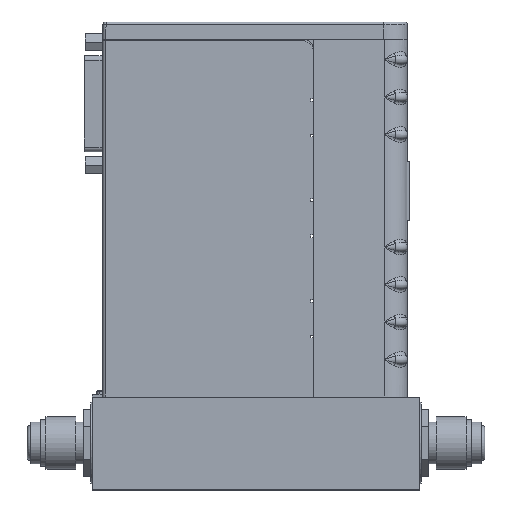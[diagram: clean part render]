
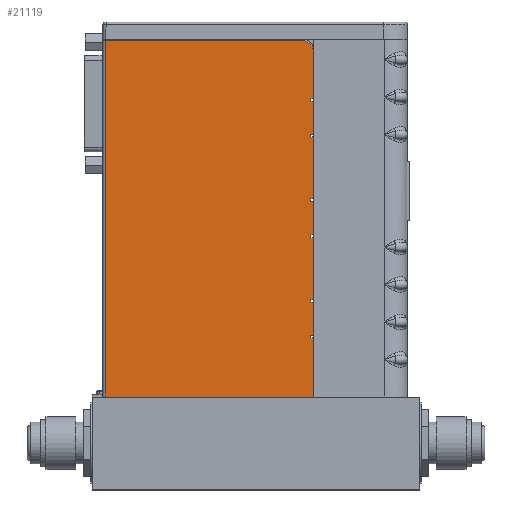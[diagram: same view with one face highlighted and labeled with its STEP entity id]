
A CAD part, top view. The second image highlights one B-rep face of the part: STEP entity #21119.
In plain terms, the highlighted planar face has unit normal (0, 0, 1).
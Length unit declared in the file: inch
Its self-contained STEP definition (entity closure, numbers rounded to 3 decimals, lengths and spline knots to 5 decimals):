
#18393=DIRECTION('',(-1.,0.,0.));
#18394=VECTOR('',#18393,2.091);
#18395=CARTESIAN_POINT('',(2.125,3.8,0.5625));
#18396=LINE('',#18395,#18394);
#18435=DIRECTION('',(1.,0.,0.));
#18436=VECTOR('',#18435,0.03);
#18437=CARTESIAN_POINT('',(2.22,3.185,0.5625));
#18438=LINE('',#18437,#18436);
#18443=DIRECTION('',(1.,0.,0.));
#18444=VECTOR('',#18443,0.03);
#18445=CARTESIAN_POINT('',(2.22,0.63,0.5625));
#18446=LINE('',#18445,#18444);
#18447=DIRECTION('',(0.,-1.,0.));
#18448=VECTOR('',#18447,0.63);
#18449=CARTESIAN_POINT('',(2.25,0.63,0.5625));
#18450=LINE('',#18449,#18448);
#18451=DIRECTION('',(-1.,0.,0.));
#18452=VECTOR('',#18451,2.216);
#18453=CARTESIAN_POINT('',(2.25,0.,0.5625));
#18454=LINE('',#18453,#18452);
#18455=CARTESIAN_POINT('',(2.125,3.675,0.5625));
#18456=DIRECTION('',(0.,0.,-1.));
#18457=DIRECTION('',(0.,1.,0.));
#18458=AXIS2_PLACEMENT_3D('',#18455,#18456,#18457);
#18460=DIRECTION('',(0.,-1.,0.));
#18461=VECTOR('',#18460,0.49);
#18462=CARTESIAN_POINT('',(2.25,3.675,0.5625));
#18463=LINE('',#18462,#18461);
#18464=DIRECTION('',(1.,0.,0.));
#18465=VECTOR('',#18464,0.03);
#18466=CARTESIAN_POINT('',(2.22,3.155,0.5625));
#18467=LINE('',#18466,#18465);
#18468=DIRECTION('',(0.,-1.,0.));
#18469=VECTOR('',#18468,0.35);
#18470=CARTESIAN_POINT('',(2.25,3.155,0.5625));
#18471=LINE('',#18470,#18469);
#18472=DIRECTION('',(1.,0.,0.));
#18473=VECTOR('',#18472,0.03);
#18474=CARTESIAN_POINT('',(2.22,2.775,0.5625));
#18475=LINE('',#18474,#18473);
#18476=DIRECTION('',(0.,-1.,0.));
#18477=VECTOR('',#18476,0.66);
#18478=CARTESIAN_POINT('',(2.25,2.775,0.5625));
#18479=LINE('',#18478,#18477);
#18480=DIRECTION('',(1.,0.,0.));
#18481=VECTOR('',#18480,0.03);
#18482=CARTESIAN_POINT('',(2.22,2.085,0.5625));
#18483=LINE('',#18482,#18481);
#18484=DIRECTION('',(0.,-1.,0.));
#18485=VECTOR('',#18484,0.355);
#18486=CARTESIAN_POINT('',(2.25,2.085,0.5625));
#18487=LINE('',#18486,#18485);
#18488=DIRECTION('',(1.,0.,0.));
#18489=VECTOR('',#18488,0.03);
#18490=CARTESIAN_POINT('',(2.22,1.7,0.5625));
#18491=LINE('',#18490,#18489);
#18492=DIRECTION('',(0.,-1.,0.));
#18493=VECTOR('',#18492,0.66);
#18494=CARTESIAN_POINT('',(2.25,1.7,0.5625));
#18495=LINE('',#18494,#18493);
#18496=DIRECTION('',(1.,0.,0.));
#18497=VECTOR('',#18496,0.03);
#18498=CARTESIAN_POINT('',(2.22,1.01,0.5625));
#18499=LINE('',#18498,#18497);
#18500=DIRECTION('',(0.,-1.,0.));
#18501=VECTOR('',#18500,0.35);
#18502=CARTESIAN_POINT('',(2.25,1.01,0.5625));
#18503=LINE('',#18502,#18501);
#18504=DIRECTION('',(0.,1.,0.));
#18505=VECTOR('',#18504,0.03);
#18506=CARTESIAN_POINT('',(2.22,0.63,0.5625));
#18507=LINE('',#18506,#18505);
#18535=DIRECTION('',(1.,0.,0.));
#18536=VECTOR('',#18535,0.03);
#18537=CARTESIAN_POINT('',(2.22,0.66,0.5625));
#18538=LINE('',#18537,#18536);
#18671=DIRECTION('',(0.,1.,0.));
#18672=VECTOR('',#18671,0.03);
#18673=CARTESIAN_POINT('',(2.22,1.01,0.5625));
#18674=LINE('',#18673,#18672);
#18679=DIRECTION('',(1.,0.,0.));
#18680=VECTOR('',#18679,0.03);
#18681=CARTESIAN_POINT('',(2.22,1.04,0.5625));
#18682=LINE('',#18681,#18680);
#18703=DIRECTION('',(0.,1.,0.));
#18704=VECTOR('',#18703,0.03);
#18705=CARTESIAN_POINT('',(2.22,1.7,0.5625));
#18706=LINE('',#18705,#18704);
#18733=DIRECTION('',(1.,0.,0.));
#18734=VECTOR('',#18733,0.03);
#18735=CARTESIAN_POINT('',(2.22,1.73,0.5625));
#18736=LINE('',#18735,#18734);
#18807=DIRECTION('',(0.,1.,0.));
#18808=VECTOR('',#18807,0.03);
#18809=CARTESIAN_POINT('',(2.22,2.085,0.5625));
#18810=LINE('',#18809,#18808);
#18815=DIRECTION('',(1.,0.,0.));
#18816=VECTOR('',#18815,0.03);
#18817=CARTESIAN_POINT('',(2.22,2.115,0.5625));
#18818=LINE('',#18817,#18816);
#18839=DIRECTION('',(0.,1.,0.));
#18840=VECTOR('',#18839,0.03);
#18841=CARTESIAN_POINT('',(2.22,2.775,0.5625));
#18842=LINE('',#18841,#18840);
#18870=DIRECTION('',(1.,0.,0.));
#18871=VECTOR('',#18870,0.03);
#18872=CARTESIAN_POINT('',(2.22,2.805,0.5625));
#18873=LINE('',#18872,#18871);
#18945=DIRECTION('',(0.,1.,0.));
#18946=VECTOR('',#18945,0.03);
#18947=CARTESIAN_POINT('',(2.22,3.155,0.5625));
#18948=LINE('',#18947,#18946);
#19020=DIRECTION('',(0.,-1.,0.));
#19021=VECTOR('',#19020,3.8);
#19022=CARTESIAN_POINT('',(0.034,3.8,0.5625));
#19023=LINE('',#19022,#19021);
#19266=CARTESIAN_POINT('',(0.034,0.,0.5625));
#19267=VERTEX_POINT('',#19266);
#19268=CARTESIAN_POINT('',(2.25,0.,0.5625));
#19269=VERTEX_POINT('',#19268);
#19452=CARTESIAN_POINT('',(2.22,0.63,0.5625));
#19453=CARTESIAN_POINT('',(2.22,0.66,0.5625));
#19454=VERTEX_POINT('',#19452);
#19455=VERTEX_POINT('',#19453);
#19464=CARTESIAN_POINT('',(2.25,0.63,0.5625));
#19465=VERTEX_POINT('',#19464);
#19466=CARTESIAN_POINT('',(0.034,3.8,0.5625));
#19467=VERTEX_POINT('',#19466);
#19468=CARTESIAN_POINT('',(2.125,3.8,0.5625));
#19469=VERTEX_POINT('',#19468);
#19470=CARTESIAN_POINT('',(2.25,3.675,0.5625));
#19471=VERTEX_POINT('',#19470);
#19472=CARTESIAN_POINT('',(2.25,3.185,0.5625));
#19473=VERTEX_POINT('',#19472);
#19474=CARTESIAN_POINT('',(2.22,3.185,0.5625));
#19475=VERTEX_POINT('',#19474);
#19476=CARTESIAN_POINT('',(2.22,3.155,0.5625));
#19477=VERTEX_POINT('',#19476);
#19478=CARTESIAN_POINT('',(2.25,3.155,0.5625));
#19479=VERTEX_POINT('',#19478);
#19480=CARTESIAN_POINT('',(2.25,2.805,0.5625));
#19481=VERTEX_POINT('',#19480);
#19482=CARTESIAN_POINT('',(2.22,2.805,0.5625));
#19483=VERTEX_POINT('',#19482);
#19484=CARTESIAN_POINT('',(2.22,2.775,0.5625));
#19485=VERTEX_POINT('',#19484);
#19486=CARTESIAN_POINT('',(2.25,2.775,0.5625));
#19487=VERTEX_POINT('',#19486);
#19488=CARTESIAN_POINT('',(2.25,2.115,0.5625));
#19489=VERTEX_POINT('',#19488);
#19490=CARTESIAN_POINT('',(2.22,2.115,0.5625));
#19491=VERTEX_POINT('',#19490);
#19492=CARTESIAN_POINT('',(2.22,2.085,0.5625));
#19493=VERTEX_POINT('',#19492);
#19494=CARTESIAN_POINT('',(2.25,2.085,0.5625));
#19495=VERTEX_POINT('',#19494);
#19496=CARTESIAN_POINT('',(2.25,1.73,0.5625));
#19497=VERTEX_POINT('',#19496);
#19498=CARTESIAN_POINT('',(2.22,1.73,0.5625));
#19499=VERTEX_POINT('',#19498);
#19500=CARTESIAN_POINT('',(2.22,1.7,0.5625));
#19501=VERTEX_POINT('',#19500);
#19502=CARTESIAN_POINT('',(2.25,1.7,0.5625));
#19503=VERTEX_POINT('',#19502);
#19504=CARTESIAN_POINT('',(2.25,1.04,0.5625));
#19505=VERTEX_POINT('',#19504);
#19506=CARTESIAN_POINT('',(2.22,1.04,0.5625));
#19507=VERTEX_POINT('',#19506);
#19508=CARTESIAN_POINT('',(2.22,1.01,0.5625));
#19509=VERTEX_POINT('',#19508);
#19510=CARTESIAN_POINT('',(2.25,1.01,0.5625));
#19511=VERTEX_POINT('',#19510);
#19512=CARTESIAN_POINT('',(2.25,0.66,0.5625));
#19513=VERTEX_POINT('',#19512);
#21058=CARTESIAN_POINT('',(0.,0.,0.5625));
#21059=DIRECTION('',(0.,0.,1.));
#21060=DIRECTION('',(1.,0.,0.));
#21061=AXIS2_PLACEMENT_3D('',#21058,#21059,#21060);
#21062=PLANE('',#21061);
#21064=ORIENTED_EDGE('',*,*,#21063,.F.);
#21066=ORIENTED_EDGE('',*,*,#21065,.T.);
#21068=ORIENTED_EDGE('',*,*,#21067,.T.);
#21070=ORIENTED_EDGE('',*,*,#21069,.T.);
#21072=ORIENTED_EDGE('',*,*,#21071,.F.);
#21073=ORIENTED_EDGE('',*,*,#20999,.F.);
#21074=ORIENTED_EDGE('',*,*,#21020,.T.);
#21075=ORIENTED_EDGE('',*,*,#21035,.T.);
#21076=ORIENTED_EDGE('',*,*,#21048,.F.);
#21078=ORIENTED_EDGE('',*,*,#21077,.F.);
#21080=ORIENTED_EDGE('',*,*,#21079,.T.);
#21082=ORIENTED_EDGE('',*,*,#21081,.T.);
#21084=ORIENTED_EDGE('',*,*,#21083,.F.);
#21086=ORIENTED_EDGE('',*,*,#21085,.F.);
#21088=ORIENTED_EDGE('',*,*,#21087,.T.);
#21090=ORIENTED_EDGE('',*,*,#21089,.T.);
#21092=ORIENTED_EDGE('',*,*,#21091,.F.);
#21094=ORIENTED_EDGE('',*,*,#21093,.F.);
#21096=ORIENTED_EDGE('',*,*,#21095,.T.);
#21098=ORIENTED_EDGE('',*,*,#21097,.T.);
#21100=ORIENTED_EDGE('',*,*,#21099,.F.);
#21102=ORIENTED_EDGE('',*,*,#21101,.F.);
#21104=ORIENTED_EDGE('',*,*,#21103,.T.);
#21106=ORIENTED_EDGE('',*,*,#21105,.T.);
#21108=ORIENTED_EDGE('',*,*,#21107,.F.);
#21110=ORIENTED_EDGE('',*,*,#21109,.F.);
#21112=ORIENTED_EDGE('',*,*,#21111,.T.);
#21114=ORIENTED_EDGE('',*,*,#21113,.T.);
#21116=ORIENTED_EDGE('',*,*,#21115,.F.);
#21117=EDGE_LOOP('',(#21064,#21066,#21068,#21070,#21072,#21073,#21074,#21075,
#21076,#21078,#21080,#21082,#21084,#21086,#21088,#21090,#21092,#21094,#21096,
#21098,#21100,#21102,#21104,#21106,#21108,#21110,#21112,#21114,#21116));
#21118=FACE_OUTER_BOUND('',#21117,.F.);
#21119=ADVANCED_FACE('',(#21118),#21062,.T.);
#18459=CIRCLE('',#18458,0.125);
#20999=EDGE_CURVE('',#19469,#19467,#18396,.T.);
#21020=EDGE_CURVE('',#19469,#19471,#18459,.T.);
#21035=EDGE_CURVE('',#19471,#19473,#18463,.T.);
#21048=EDGE_CURVE('',#19475,#19473,#18438,.T.);
#21063=EDGE_CURVE('',#19454,#19455,#18507,.T.);
#21065=EDGE_CURVE('',#19454,#19465,#18446,.T.);
#21067=EDGE_CURVE('',#19465,#19269,#18450,.T.);
#21069=EDGE_CURVE('',#19269,#19267,#18454,.T.);
#21071=EDGE_CURVE('',#19467,#19267,#19023,.T.);
#21077=EDGE_CURVE('',#19477,#19475,#18948,.T.);
#21079=EDGE_CURVE('',#19477,#19479,#18467,.T.);
#21081=EDGE_CURVE('',#19479,#19481,#18471,.T.);
#21083=EDGE_CURVE('',#19483,#19481,#18873,.T.);
#21085=EDGE_CURVE('',#19485,#19483,#18842,.T.);
#21087=EDGE_CURVE('',#19485,#19487,#18475,.T.);
#21089=EDGE_CURVE('',#19487,#19489,#18479,.T.);
#21091=EDGE_CURVE('',#19491,#19489,#18818,.T.);
#21093=EDGE_CURVE('',#19493,#19491,#18810,.T.);
#21095=EDGE_CURVE('',#19493,#19495,#18483,.T.);
#21097=EDGE_CURVE('',#19495,#19497,#18487,.T.);
#21099=EDGE_CURVE('',#19499,#19497,#18736,.T.);
#21101=EDGE_CURVE('',#19501,#19499,#18706,.T.);
#21103=EDGE_CURVE('',#19501,#19503,#18491,.T.);
#21105=EDGE_CURVE('',#19503,#19505,#18495,.T.);
#21107=EDGE_CURVE('',#19507,#19505,#18682,.T.);
#21109=EDGE_CURVE('',#19509,#19507,#18674,.T.);
#21111=EDGE_CURVE('',#19509,#19511,#18499,.T.);
#21113=EDGE_CURVE('',#19511,#19513,#18503,.T.);
#21115=EDGE_CURVE('',#19455,#19513,#18538,.T.);
